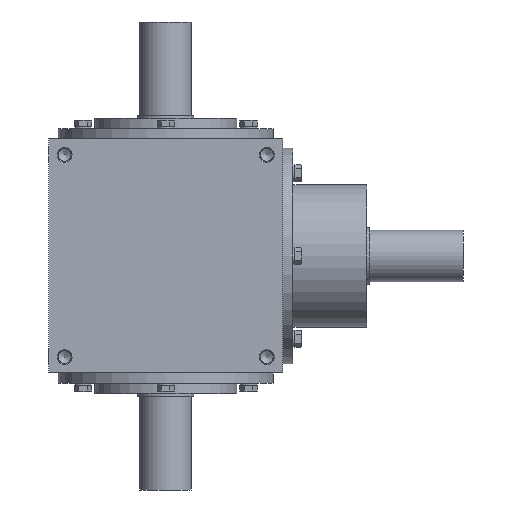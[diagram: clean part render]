
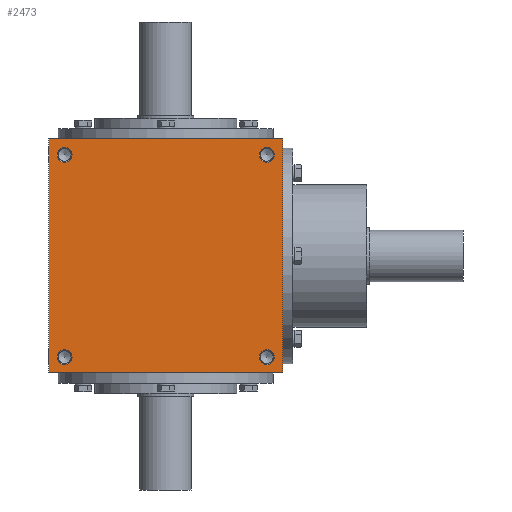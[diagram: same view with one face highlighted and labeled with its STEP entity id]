
A CAD part, front view. The second image highlights one B-rep face of the part: STEP entity #2473.
In plain terms, the highlighted planar face has unit normal (0, -1, 0).
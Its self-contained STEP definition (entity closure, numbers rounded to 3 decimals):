
#335=LINE('',#4476,#387);
#338=LINE('',#4490,#390);
#339=LINE('',#4492,#391);
#340=LINE('',#4494,#392);
#387=VECTOR('',#3616,1000.);
#390=VECTOR('',#3629,1000.);
#391=VECTOR('',#3630,1000.);
#392=VECTOR('',#3631,1000.);
#836=ORIENTED_EDGE('',*,*,#1289,.T.);
#837=ORIENTED_EDGE('',*,*,#1290,.T.);
#838=ORIENTED_EDGE('',*,*,#1291,.F.);
#839=ORIENTED_EDGE('',*,*,#1292,.F.);
#840=ORIENTED_EDGE('',*,*,#1293,.T.);
#841=ORIENTED_EDGE('',*,*,#1294,.F.);
#842=ORIENTED_EDGE('',*,*,#1295,.F.);
#843=ORIENTED_EDGE('',*,*,#1286,.T.);
#1286=EDGE_CURVE('',#1514,#1513,#335,.T.);
#1289=EDGE_CURVE('',#1516,#1516,#1669,.T.);
#1290=EDGE_CURVE('',#1517,#1517,#1670,.T.);
#1291=EDGE_CURVE('',#1518,#1518,#1671,.T.);
#1292=EDGE_CURVE('',#1519,#1519,#1672,.T.);
#1293=EDGE_CURVE('',#1513,#1520,#338,.T.);
#1294=EDGE_CURVE('',#1521,#1520,#339,.T.);
#1295=EDGE_CURVE('',#1514,#1521,#340,.T.);
#1513=VERTEX_POINT('',#4475);
#1514=VERTEX_POINT('',#4477);
#1516=VERTEX_POINT('',#4483);
#1517=VERTEX_POINT('',#4485);
#1518=VERTEX_POINT('',#4487);
#1519=VERTEX_POINT('',#4489);
#1520=VERTEX_POINT('',#4491);
#1521=VERTEX_POINT('',#4493);
#1669=CIRCLE('',#2884,8.);
#1670=CIRCLE('',#2885,8.);
#1671=CIRCLE('',#2886,8.);
#1672=CIRCLE('',#2887,8.);
#1858=EDGE_LOOP('',(#836));
#1859=EDGE_LOOP('',(#837));
#1860=EDGE_LOOP('',(#838));
#1861=EDGE_LOOP('',(#839));
#1862=EDGE_LOOP('',(#840,#841,#842,#843));
#2158=FACE_BOUND('',#1858,.T.);
#2159=FACE_BOUND('',#1859,.T.);
#2160=FACE_BOUND('',#1860,.T.);
#2161=FACE_BOUND('',#1861,.T.);
#2162=FACE_BOUND('',#1862,.T.);
#2375=PLANE('',#2883);
#2473=ADVANCED_FACE('',(#2158,#2159,#2160,#2161,#2162),#2375,.F.);
#2883=AXIS2_PLACEMENT_3D('',#4481,#3619,#3620);
#2884=AXIS2_PLACEMENT_3D('',#4482,#3621,#3622);
#2885=AXIS2_PLACEMENT_3D('',#4484,#3623,#3624);
#2886=AXIS2_PLACEMENT_3D('',#4486,#3625,#3626);
#2887=AXIS2_PLACEMENT_3D('',#4488,#3627,#3628);
#3616=DIRECTION('',(0.,0.,-1.));
#3619=DIRECTION('',(0.,1.,0.));
#3620=DIRECTION('',(0.,0.,1.));
#3621=DIRECTION('',(0.,1.,0.));
#3622=DIRECTION('',(0.,0.,1.));
#3623=DIRECTION('',(0.,1.,0.));
#3624=DIRECTION('',(0.,0.,1.));
#3625=DIRECTION('',(0.,-1.,0.));
#3626=DIRECTION('',(0.,0.,-1.));
#3627=DIRECTION('',(0.,-1.,0.));
#3628=DIRECTION('',(0.,0.,-1.));
#3629=DIRECTION('',(1.,0.,0.));
#3630=DIRECTION('',(0.,0.,-1.));
#3631=DIRECTION('',(1.,0.,0.));
#4475=CARTESIAN_POINT('',(-125.,-125.,-125.));
#4476=CARTESIAN_POINT('',(-125.,-125.,125.));
#4477=CARTESIAN_POINT('',(-125.,-125.,125.));
#4481=CARTESIAN_POINT('',(-125.,-125.,125.));
#4482=CARTESIAN_POINT('',(-108.,-125.,-108.));
#4483=CARTESIAN_POINT('',(-108.,-125.,-100.));
#4484=CARTESIAN_POINT('',(-108.,-125.,108.));
#4485=CARTESIAN_POINT('',(-108.,-125.,116.));
#4486=CARTESIAN_POINT('',(108.,-125.,-108.));
#4487=CARTESIAN_POINT('',(108.,-125.,-116.));
#4488=CARTESIAN_POINT('',(108.,-125.,108.));
#4489=CARTESIAN_POINT('',(108.,-125.,100.));
#4490=CARTESIAN_POINT('',(-125.,-125.,-125.));
#4491=CARTESIAN_POINT('',(125.,-125.,-125.));
#4492=CARTESIAN_POINT('',(125.,-125.,125.));
#4493=CARTESIAN_POINT('',(125.,-125.,125.));
#4494=CARTESIAN_POINT('',(-125.,-125.,125.));
